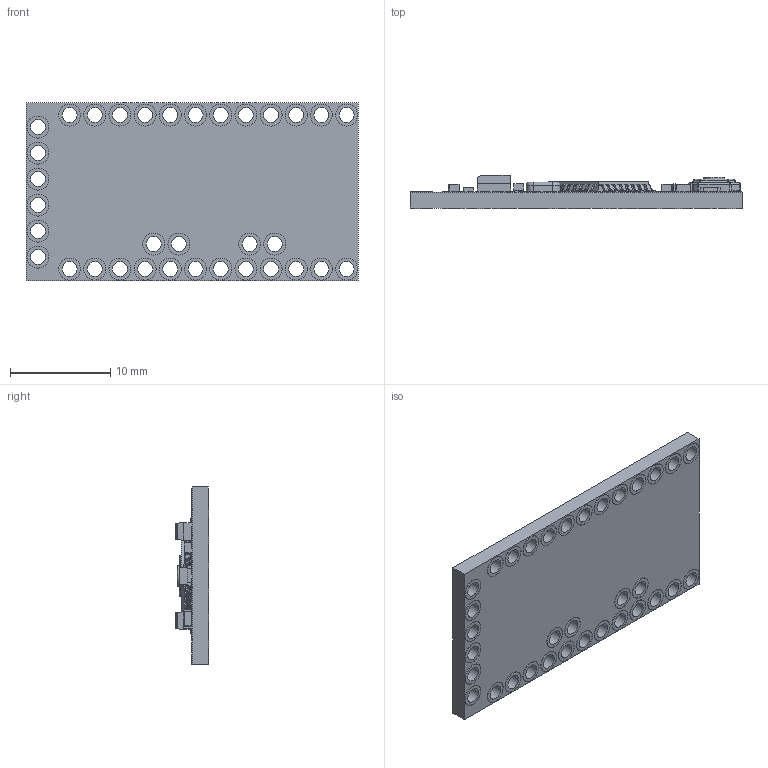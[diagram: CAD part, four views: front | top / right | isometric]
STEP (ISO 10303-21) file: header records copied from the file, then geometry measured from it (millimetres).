
FILE_DESCRIPTION(/* description */ (''),/* implementation_level */ '2;1');
FILE_NAME(/* name */ 'Arduino Pro Mini v7.step',/* time_stamp */ '2019-03-05T12:15:09-08:00',/* author */ ('adrianhats'),/* organization */ (''),/* preprocessor_version */ 'ST-DEVELOPER v17.2',/* originating_system */ 'Autodesk Translation Framework v7.6.0.251',/* authorisation */ '');
FILE_SCHEMA (('AUTOMOTIVE_DESIGN { 1 0 10303 214 3 1 1 }'));
Length unit declared in the file: millimetre
Products named in the file (10): Arduino Pro Mini; PCB; IC; ResetButton; Resistors; LED; IC2; Components; Clock; Caps
Assembly tree (9 placements, depth 3):
  Arduino Pro Mini
    PCB
      IC
      ResetButton
      Resistors
      LED
      IC2
      Components
      Clock
      Caps
Bounding box: 33.2 x 3.35 x 17.8 mm (x, y, z)
Volume: 990.8 mm3; surface area: 2768.5 mm2
Topology: 114 solids, 114 shells, 897 faces, 1786 edges, 1119 vertices
Faces by surface type: plane 529, cylinder 225, bspline 74, sphere 58, torus 11
Full cylindrical faces by diameter (mm): 1.5 x34, 2.1 x2, 2.2 x68
Entity records: 24604 total; most frequent: CARTESIAN_POINT 5672, DIRECTION 3774, ORIENTED_EDGE 3572, EDGE_CURVE 1786, AXIS2_PLACEMENT_3D 1293, LINE 1188, VECTOR 1188, VERTEX_POINT 1119
